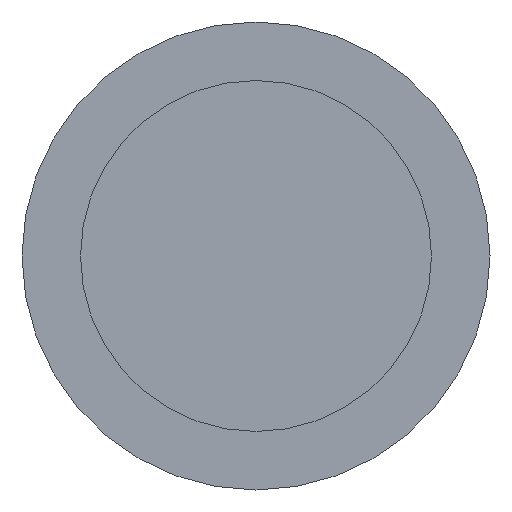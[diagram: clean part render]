
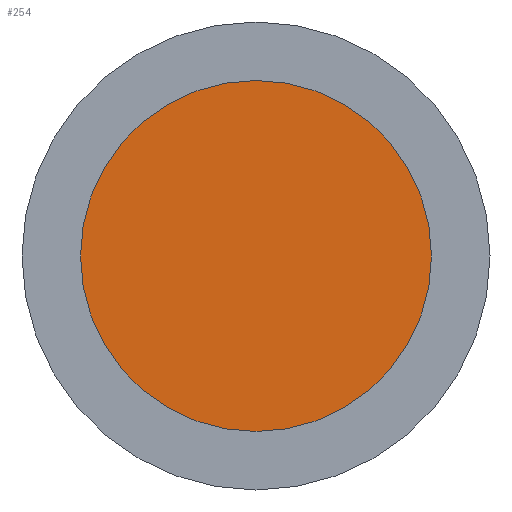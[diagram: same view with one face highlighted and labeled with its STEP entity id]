
A CAD part, left-side view. The second image highlights one B-rep face of the part: STEP entity #254.
In plain terms, the highlighted planar face has unit normal (-1, 0, 0).
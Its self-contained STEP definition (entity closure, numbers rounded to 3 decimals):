
#44 = CARTESIAN_POINT ( 'NONE',  ( 0., 0., -3.75 ) ) ;
#48 = DIRECTION ( 'NONE',  ( 0., 0., -1. ) ) ;
#49 = DIRECTION ( 'NONE',  ( 1., 0., 0. ) ) ;
#51 = CARTESIAN_POINT ( 'NONE',  ( 0., 0., 0. ) ) ;
#58 = DIRECTION ( 'NONE',  ( 0., 0., -1. ) ) ;
#59 = DIRECTION ( 'NONE',  ( 1., 0., 0. ) ) ;
#61 = CARTESIAN_POINT ( 'NONE',  ( 0., 0., 0. ) ) ;
#71 = AXIS2_PLACEMENT_3D ( 'NONE', #61, #59, #58 ) ;
#73 = AXIS2_PLACEMENT_3D ( 'NONE', #51, #49, #48 ) ;
#90 = EDGE_CURVE ( 'NONE', #106, #334, #236, .T. ) ;
#95 = EDGE_CURVE ( 'NONE', #334, #106, #215, .T. ) ;
#106 = VERTEX_POINT ( 'NONE', #44 ) ;
#157 = CARTESIAN_POINT ( 'NONE',  ( 0., 0., 3.75 ) ) ;
#169 = FACE_OUTER_BOUND ( 'NONE', #321, .T. ) ;
#173 = AXIS2_PLACEMENT_3D ( 'NONE', #259, #326, #302 ) ;
#215 = CIRCLE ( 'NONE', #73, 3.75 ) ;
#223 = ORIENTED_EDGE ( 'NONE', *, *, #95, .F. ) ;
#229 = ORIENTED_EDGE ( 'NONE', *, *, #90, .F. ) ;
#236 = CIRCLE ( 'NONE', #71, 3.75 ) ;
#254 = ADVANCED_FACE ( 'NONE', ( #169 ), #322, .F. ) ;
#259 = CARTESIAN_POINT ( 'NONE',  ( 0., 0., 0. ) ) ;
#302 = DIRECTION ( 'NONE',  ( 0., 0., -1. ) ) ;
#321 = EDGE_LOOP ( 'NONE', ( #223, #229 ) ) ;
#322 = PLANE ( 'NONE',  #173 ) ;
#326 = DIRECTION ( 'NONE',  ( 1., 0., 0. ) ) ;
#334 = VERTEX_POINT ( 'NONE', #157 ) ;
